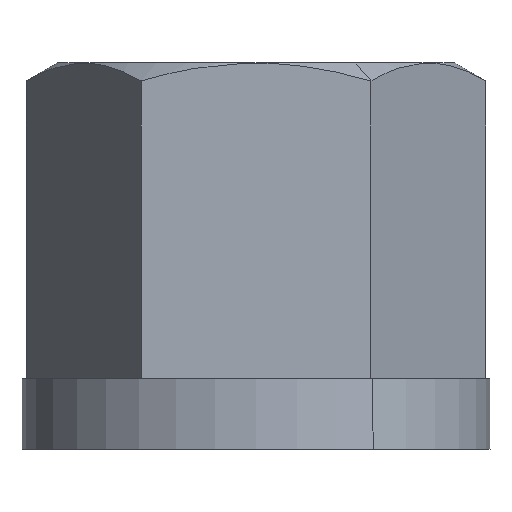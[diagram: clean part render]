
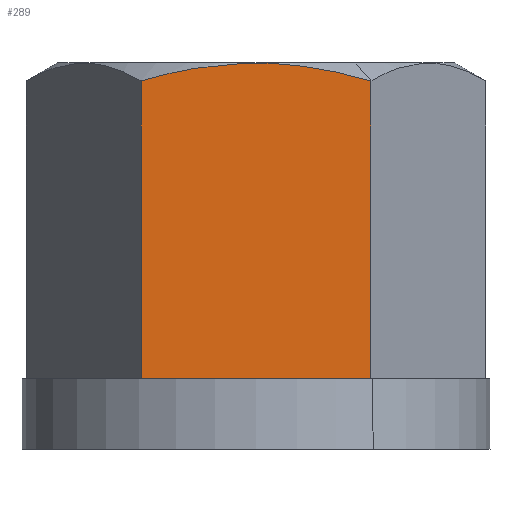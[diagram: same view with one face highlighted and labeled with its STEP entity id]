
A CAD part, left-side view. The second image highlights one B-rep face of the part: STEP entity #289.
In plain terms, the highlighted planar face has unit normal (-1, 0, 0).
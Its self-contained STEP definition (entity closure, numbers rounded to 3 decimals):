
#169=VERTEX_POINT('',#452);
#201=VERTEX_POINT('',#486);
#203=VERTEX_POINT('',#488);
#225=EDGE_CURVE('',#341,#169,#512,.T.);
#289=ADVANCED_FACE('',(#582),#583,.T.);
#329=EDGE_CURVE('',#203,#341,#628,.T.);
#341=VERTEX_POINT('',#643);
#349=EDGE_CURVE('',#169,#201,#651,.T.);
#367=EDGE_CURVE('',#203,#201,#672,.T.);
#452=CARTESIAN_POINT('',(-17.017,-9.825,31.47));
#486=CARTESIAN_POINT('',(-17.017,9.825,31.47));
#488=CARTESIAN_POINT('',(-17.017,9.825,6.));
#512=LINE('',#878,#879);
#582=FACE_OUTER_BOUND('',#983,.T.);
#583=PLANE('',#984);
#628=LINE('',#1046,#1047);
#643=CARTESIAN_POINT('',(-17.017,-9.825,6.));
#651=(B_SPLINE_CURVE(2,(#1080,#1081,#1082),.UNSPECIFIED.,.F.,.F.)B_SPLINE_CURVE_WITH_KNOTS((3,3),(14.385,41.786),.UNSPECIFIED.)RATIONAL_B_SPLINE_CURVE((1.329,1.535,1.329))BOUNDED_CURVE()REPRESENTATION_ITEM('')GEOMETRIC_REPRESENTATION_ITEM()CURVE());
#672=LINE('',#1114,#1115);
#878=CARTESIAN_POINT('',(-17.017,-9.825,0.0));
#879=VECTOR('',#1259,1.0);
#983=EDGE_LOOP('',(#1328,#1329,#1330,#1331));
#984=AXIS2_PLACEMENT_3D('',#1332,#1333,#1334);
#1046=CARTESIAN_POINT('',(-17.017,-9.162,6.));
#1047=VECTOR('',#1391,1.0);
#1080=CARTESIAN_POINT('',(-17.017,-9.825,31.47));
#1081=CARTESIAN_POINT('',(-17.017,0.,34.306));
#1082=CARTESIAN_POINT('',(-17.017,9.825,31.47));
#1114=CARTESIAN_POINT('',(-17.017,9.825,0.0));
#1115=VECTOR('',#1443,1.0);
#1259=DIRECTION('',(0.0,0.0,1.0));
#1328=ORIENTED_EDGE('',*,*,#329,.T.);
#1329=ORIENTED_EDGE('',*,*,#225,.T.);
#1330=ORIENTED_EDGE('',*,*,#349,.T.);
#1331=ORIENTED_EDGE('',*,*,#367,.F.);
#1332=CARTESIAN_POINT('',(-17.017,-9.825,0.0));
#1333=DIRECTION('',(-1.0,0.0,0.0));
#1334=DIRECTION('',(0.0,0.0,-1.0));
#1391=DIRECTION('',(0.0,-1.0,0.));
#1443=DIRECTION('',(0.0,0.0,1.0));
